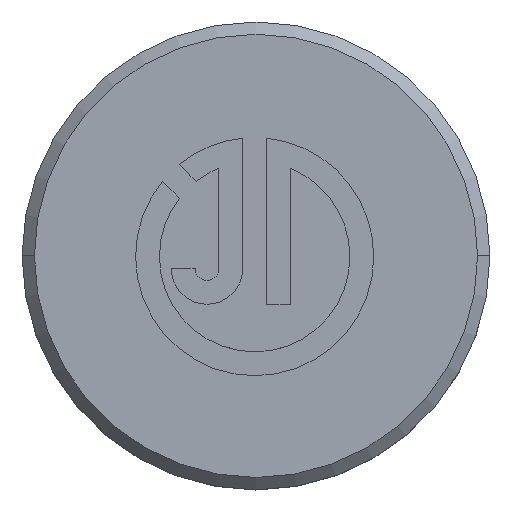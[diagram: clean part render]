
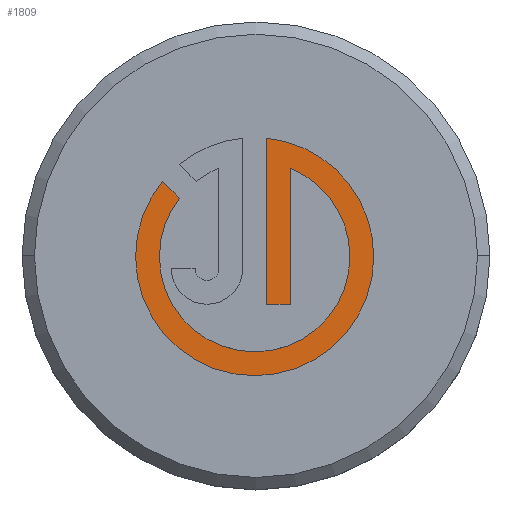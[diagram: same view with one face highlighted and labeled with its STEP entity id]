
A CAD part, top view. The second image highlights one B-rep face of the part: STEP entity #1809.
In plain terms, the highlighted planar face has unit normal (0, 0, 1).
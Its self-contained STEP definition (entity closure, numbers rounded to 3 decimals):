
#7 = VERTEX_POINT ( 'NONE', #1050 ) ;
#10 = CARTESIAN_POINT ( 'NONE',  ( 1.397, -1.963, 119.9 ) ) ;
#55 = EDGE_CURVE ( 'NONE', #1559, #7, #729, .T. ) ;
#67 = DIRECTION ( 'NONE',  ( 1., 0., 0. ) ) ;
#77 = VERTEX_POINT ( 'NONE', #1587 ) ;
#93 = ORIENTED_EDGE ( 'NONE', *, *, #1062, .T. ) ;
#107 = ORIENTED_EDGE ( 'NONE', *, *, #872, .T. ) ;
#118 = PLANE ( 'NONE',  #811 ) ;
#153 = CARTESIAN_POINT ( 'NONE',  ( -3.11, 2.343, 119.9 ) ) ;
#161 = VECTOR ( 'NONE', #563, 1000. ) ;
#184 = ORIENTED_EDGE ( 'NONE', *, *, #1790, .T. ) ;
#224 = CARTESIAN_POINT ( 'NONE',  ( 1.397, 3.558, 119.9 ) ) ;
#239 = VERTEX_POINT ( 'NONE', #588 ) ;
#247 = EDGE_CURVE ( 'NONE', #239, #1206, #441, .T. ) ;
#291 = EDGE_CURVE ( 'NONE', #994, #457, #2035, .T. ) ;
#441 = CIRCLE ( 'NONE', #1518, 4.836 ) ;
#457 = VERTEX_POINT ( 'NONE', #10 ) ;
#518 = VERTEX_POINT ( 'NONE', #1888 ) ;
#553 = DIRECTION ( 'NONE',  ( 0., 0., -1. ) ) ;
#563 = DIRECTION ( 'NONE',  ( 1., 0., 0. ) ) ;
#588 = CARTESIAN_POINT ( 'NONE',  ( 4.782, -0.029, 119.9 ) ) ;
#632 = DIRECTION ( 'NONE',  ( 0., 1., 0. ) ) ;
#664 = DIRECTION ( 'NONE',  ( 0., 0., -1. ) ) ;
#672 = CARTESIAN_POINT ( 'NONE',  ( 0., 0., 119.9 ) ) ;
#675 = VECTOR ( 'NONE', #882, 1000. ) ;
#726 = ORIENTED_EDGE ( 'NONE', *, *, #1759, .T. ) ;
#729 = CIRCLE ( 'NONE', #1900, 3.869 ) ;
#747 = VERTEX_POINT ( 'NONE', #1944 ) ;
#763 = DIRECTION ( 'NONE',  ( 0., 0., 1. ) ) ;
#811 = AXIS2_PLACEMENT_3D ( 'NONE', #672, #1034, #2227 ) ;
#822 = EDGE_CURVE ( 'NONE', #518, #77, #1896, .T. ) ;
#829 = CARTESIAN_POINT ( 'NONE',  ( 0.429, 0., 119.9 ) ) ;
#830 = DIRECTION ( 'NONE',  ( 1., 0., 0. ) ) ;
#838 = DIRECTION ( 'NONE',  ( 0., 0., 1. ) ) ;
#872 = EDGE_CURVE ( 'NONE', #747, #1282, #920, .T. ) ;
#873 = EDGE_LOOP ( 'NONE', ( #1082, #184, #107, #1571, #2031, #93, #1995, #726, #1938, #1591 ) ) ;
#882 = DIRECTION ( 'NONE',  ( -0.707, 0.707, 0. ) ) ;
#920 = CIRCLE ( 'NONE', #2068, 3.869 ) ;
#991 = CARTESIAN_POINT ( 'NONE',  ( 1.397, 0., 119.9 ) ) ;
#994 = VERTEX_POINT ( 'NONE', #1148 ) ;
#1011 = DIRECTION ( 'NONE',  ( 0., -1., 0. ) ) ;
#1014 = LINE ( 'NONE', #829, #1878 ) ;
#1034 = DIRECTION ( 'NONE',  ( 0., 0., 1. ) ) ;
#1050 = CARTESIAN_POINT ( 'NONE',  ( 3.815, -0.029, 119.9 ) ) ;
#1062 = EDGE_CURVE ( 'NONE', #77, #239, #1419, .T. ) ;
#1082 = ORIENTED_EDGE ( 'NONE', *, *, #55, .T. ) ;
#1084 = DIRECTION ( 'NONE',  ( 1., 0., 0. ) ) ;
#1148 = CARTESIAN_POINT ( 'NONE',  ( 0.429, -1.963, 119.9 ) ) ;
#1166 = DIRECTION ( 'NONE',  ( 0., 0., 1. ) ) ;
#1206 = VERTEX_POINT ( 'NONE', #1469 ) ;
#1218 = VECTOR ( 'NONE', #632, 1000. ) ;
#1282 = VERTEX_POINT ( 'NONE', #2164 ) ;
#1355 = AXIS2_PLACEMENT_3D ( 'NONE', #2174, #1166, #67 ) ;
#1385 = EDGE_CURVE ( 'NONE', #457, #1559, #1675, .T. ) ;
#1419 = CIRCLE ( 'NONE', #1355, 4.836 ) ;
#1427 = CIRCLE ( 'NONE', #2120, 3.869 ) ;
#1469 = CARTESIAN_POINT ( 'NONE',  ( 0.429, 4.783, 119.9 ) ) ;
#1518 = AXIS2_PLACEMENT_3D ( 'NONE', #1798, #763, #1084 ) ;
#1559 = VERTEX_POINT ( 'NONE', #224 ) ;
#1571 = ORIENTED_EDGE ( 'NONE', *, *, #1911, .T. ) ;
#1587 = CARTESIAN_POINT ( 'NONE',  ( -4.89, -0.029, 119.9 ) ) ;
#1591 = ORIENTED_EDGE ( 'NONE', *, *, #1385, .T. ) ;
#1607 = LINE ( 'NONE', #153, #675 ) ;
#1613 = CARTESIAN_POINT ( 'NONE',  ( -0.054, -0.029, 119.9 ) ) ;
#1675 = LINE ( 'NONE', #991, #1218 ) ;
#1720 = CARTESIAN_POINT ( 'NONE',  ( -0.054, -0.029, 119.9 ) ) ;
#1721 = CARTESIAN_POINT ( 'NONE',  ( -0.054, -0.029, 119.9 ) ) ;
#1738 = AXIS2_PLACEMENT_3D ( 'NONE', #1721, #838, #830 ) ;
#1757 = DIRECTION ( 'NONE',  ( -1., 0., 0. ) ) ;
#1759 = EDGE_CURVE ( 'NONE', #1206, #994, #1014, .T. ) ;
#1771 = FACE_OUTER_BOUND ( 'NONE', #873, .T. ) ;
#1786 = DIRECTION ( 'NONE',  ( -1., 0., 0. ) ) ;
#1790 = EDGE_CURVE ( 'NONE', #7, #747, #1427, .T. ) ;
#1798 = CARTESIAN_POINT ( 'NONE',  ( -0.054, -0.029, 119.9 ) ) ;
#1809 = ADVANCED_FACE ( 'NONE', ( #1771 ), #118, .T. ) ;
#1878 = VECTOR ( 'NONE', #1011, 1000. ) ;
#1885 = DIRECTION ( 'NONE',  ( 0., 0., -1. ) ) ;
#1886 = DIRECTION ( 'NONE',  ( -1., 0., 0. ) ) ;
#1888 = CARTESIAN_POINT ( 'NONE',  ( -3.799, 3.032, 119.9 ) ) ;
#1896 = CIRCLE ( 'NONE', #1738, 4.836 ) ;
#1900 = AXIS2_PLACEMENT_3D ( 'NONE', #1918, #1885, #1757 ) ;
#1911 = EDGE_CURVE ( 'NONE', #1282, #518, #1607, .T. ) ;
#1918 = CARTESIAN_POINT ( 'NONE',  ( -0.054, -0.029, 119.9 ) ) ;
#1938 = ORIENTED_EDGE ( 'NONE', *, *, #291, .T. ) ;
#1944 = CARTESIAN_POINT ( 'NONE',  ( -3.923, -0.029, 119.9 ) ) ;
#1995 = ORIENTED_EDGE ( 'NONE', *, *, #247, .T. ) ;
#2031 = ORIENTED_EDGE ( 'NONE', *, *, #822, .T. ) ;
#2035 = LINE ( 'NONE', #2102, #161 ) ;
#2068 = AXIS2_PLACEMENT_3D ( 'NONE', #1613, #553, #1786 ) ;
#2102 = CARTESIAN_POINT ( 'NONE',  ( 0., -1.963, 119.9 ) ) ;
#2120 = AXIS2_PLACEMENT_3D ( 'NONE', #1720, #664, #1886 ) ;
#2164 = CARTESIAN_POINT ( 'NONE',  ( -3.11, 2.343, 119.9 ) ) ;
#2174 = CARTESIAN_POINT ( 'NONE',  ( -0.054, -0.029, 119.9 ) ) ;
#2227 = DIRECTION ( 'NONE',  ( 1., 0., 0. ) ) ;
